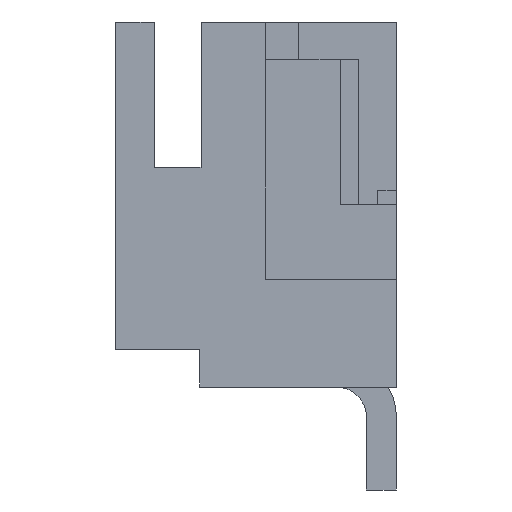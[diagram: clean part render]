
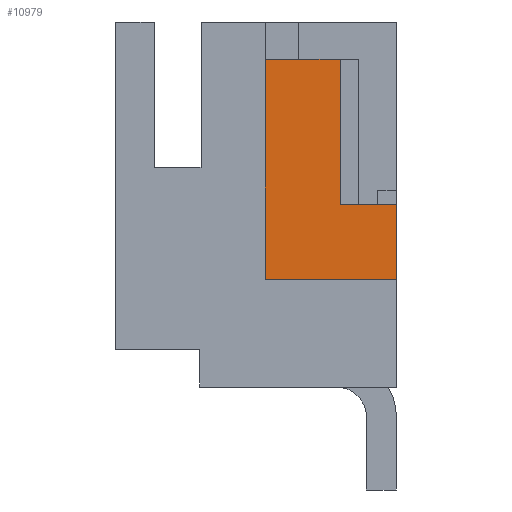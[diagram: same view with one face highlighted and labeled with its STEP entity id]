
A CAD part, left-side view. The second image highlights one B-rep face of the part: STEP entity #10979.
In plain terms, the highlighted planar face has unit normal (-1, 0, 0).
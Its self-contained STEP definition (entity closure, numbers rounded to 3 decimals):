
#2187 = PLANE('',#2188);
#2188 = AXIS2_PLACEMENT_3D('',#2189,#2190,#2191);
#2189 = CARTESIAN_POINT('',(-9.975,0.,5.));
#2190 = DIRECTION('',(0.,1.,0.));
#2191 = DIRECTION('',(0.,0.,-1.));
#5645 = PLANE('',#5646);
#5646 = AXIS2_PLACEMENT_3D('',#5647,#5648,#5649);
#5647 = CARTESIAN_POINT('',(-9.975,0.,-0.5));
#5648 = DIRECTION('',(0.,0.,1.));
#5649 = DIRECTION('',(1.,0.,0.));
#5673 = PLANE('',#5674);
#5674 = AXIS2_PLACEMENT_3D('',#5675,#5676,#5677);
#5675 = CARTESIAN_POINT('',(-9.975,2.8,-2.8));
#5676 = DIRECTION('',(0.,-1.,0.));
#5677 = DIRECTION('',(0.,0.,1.));
#7411 = VERTEX_POINT('',#7412);
#7412 = CARTESIAN_POINT('',(-9.975,0.,1.1));
#7426 = PLANE('',#7427);
#7427 = AXIS2_PLACEMENT_3D('',#7428,#7429,#7430);
#7428 = CARTESIAN_POINT('',(-9.4,1.2,1.1));
#7429 = DIRECTION('',(0.,0.,1.));
#7430 = DIRECTION('',(0.,1.,0.));
#7438 = EDGE_CURVE('',#7439,#7411,#7441,.T.);
#7439 = VERTEX_POINT('',#7440);
#7440 = CARTESIAN_POINT('',(-9.975,0.,-0.5));
#7441 = SURFACE_CURVE('',#7442,(#7446,#7453),.PCURVE_S1.);
#7442 = LINE('',#7443,#7444);
#7443 = CARTESIAN_POINT('',(-9.975,0.,5.));
#7444 = VECTOR('',#7445,1.);
#7445 = DIRECTION('',(0.,0.,1.));
#7446 = PCURVE('',#2187,#7447);
#7447 = DEFINITIONAL_REPRESENTATION('',(#7448),#7452);
#7448 = LINE('',#7449,#7450);
#7449 = CARTESIAN_POINT('',(0.,0.));
#7450 = VECTOR('',#7451,1.);
#7451 = DIRECTION('',(-1.,0.));
#7452 = ( GEOMETRIC_REPRESENTATION_CONTEXT(2) 
PARAMETRIC_REPRESENTATION_CONTEXT() REPRESENTATION_CONTEXT('2D SPACE',''
  ) );
#7453 = PCURVE('',#7454,#7459);
#7454 = PLANE('',#7455);
#7455 = AXIS2_PLACEMENT_3D('',#7456,#7457,#7458);
#7456 = CARTESIAN_POINT('',(-9.975,0.,5.));
#7457 = DIRECTION('',(-1.,0.,0.));
#7458 = DIRECTION('',(0.,-1.,0.));
#7459 = DEFINITIONAL_REPRESENTATION('',(#7460),#7464);
#7460 = LINE('',#7461,#7462);
#7461 = CARTESIAN_POINT('',(-0.,0.));
#7462 = VECTOR('',#7463,1.);
#7463 = DIRECTION('',(0.,1.));
#7464 = ( GEOMETRIC_REPRESENTATION_CONTEXT(2) 
PARAMETRIC_REPRESENTATION_CONTEXT() REPRESENTATION_CONTEXT('2D SPACE',''
  ) );
#10584 = EDGE_CURVE('',#7439,#10585,#10587,.T.);
#10585 = VERTEX_POINT('',#10586);
#10586 = CARTESIAN_POINT('',(-9.975,2.8,-0.5));
#10587 = SURFACE_CURVE('',#10588,(#10592,#10599),.PCURVE_S1.);
#10588 = LINE('',#10589,#10590);
#10589 = CARTESIAN_POINT('',(-9.975,0.,-0.5));
#10590 = VECTOR('',#10591,1.);
#10591 = DIRECTION('',(0.,1.,0.));
#10592 = PCURVE('',#5645,#10593);
#10593 = DEFINITIONAL_REPRESENTATION('',(#10594),#10598);
#10594 = LINE('',#10595,#10596);
#10595 = CARTESIAN_POINT('',(0.,0.));
#10596 = VECTOR('',#10597,1.);
#10597 = DIRECTION('',(0.,1.));
#10598 = ( GEOMETRIC_REPRESENTATION_CONTEXT(2) 
PARAMETRIC_REPRESENTATION_CONTEXT() REPRESENTATION_CONTEXT('2D SPACE',''
  ) );
#10599 = PCURVE('',#7454,#10600);
#10600 = DEFINITIONAL_REPRESENTATION('',(#10601),#10605);
#10601 = LINE('',#10602,#10603);
#10602 = CARTESIAN_POINT('',(0.,-5.5));
#10603 = VECTOR('',#10604,1.);
#10604 = DIRECTION('',(-1.,0.));
#10605 = ( GEOMETRIC_REPRESENTATION_CONTEXT(2) 
PARAMETRIC_REPRESENTATION_CONTEXT() REPRESENTATION_CONTEXT('2D SPACE',''
  ) );
#10682 = EDGE_CURVE('',#10585,#10683,#10685,.T.);
#10683 = VERTEX_POINT('',#10684);
#10684 = CARTESIAN_POINT('',(-9.975,2.8,4.2));
#10685 = SURFACE_CURVE('',#10686,(#10690,#10697),.PCURVE_S1.);
#10686 = LINE('',#10687,#10688);
#10687 = CARTESIAN_POINT('',(-9.975,2.8,-2.8));
#10688 = VECTOR('',#10689,1.);
#10689 = DIRECTION('',(0.,0.,1.));
#10690 = PCURVE('',#5673,#10691);
#10691 = DEFINITIONAL_REPRESENTATION('',(#10692),#10696);
#10692 = LINE('',#10693,#10694);
#10693 = CARTESIAN_POINT('',(0.,0.));
#10694 = VECTOR('',#10695,1.);
#10695 = DIRECTION('',(1.,0.));
#10696 = ( GEOMETRIC_REPRESENTATION_CONTEXT(2) 
PARAMETRIC_REPRESENTATION_CONTEXT() REPRESENTATION_CONTEXT('2D SPACE',''
  ) );
#10697 = PCURVE('',#7454,#10698);
#10698 = DEFINITIONAL_REPRESENTATION('',(#10699),#10703);
#10699 = LINE('',#10700,#10701);
#10700 = CARTESIAN_POINT('',(-2.8,-7.8));
#10701 = VECTOR('',#10702,1.);
#10702 = DIRECTION('',(0.,1.));
#10703 = ( GEOMETRIC_REPRESENTATION_CONTEXT(2) 
PARAMETRIC_REPRESENTATION_CONTEXT() REPRESENTATION_CONTEXT('2D SPACE',''
  ) );
#10721 = PLANE('',#10722);
#10722 = AXIS2_PLACEMENT_3D('',#10723,#10724,#10725);
#10723 = CARTESIAN_POINT('',(-9.975,0.,4.2));
#10724 = DIRECTION('',(0.,0.,-1.));
#10725 = DIRECTION('',(-1.,0.,0.));
#10979 = ADVANCED_FACE('',(#10980),#7454,.T.);
#10980 = FACE_BOUND('',#10981,.T.);
#10981 = EDGE_LOOP('',(#10982,#11012,#11033,#11034,#11035,#11036));
#10982 = ORIENTED_EDGE('',*,*,#10983,.T.);
#10983 = EDGE_CURVE('',#10984,#10986,#10988,.T.);
#10984 = VERTEX_POINT('',#10985);
#10985 = CARTESIAN_POINT('',(-9.975,1.2,1.1));
#10986 = VERTEX_POINT('',#10987);
#10987 = CARTESIAN_POINT('',(-9.975,1.2,4.2));
#10988 = SURFACE_CURVE('',#10989,(#10993,#11000),.PCURVE_S1.);
#10989 = LINE('',#10990,#10991);
#10990 = CARTESIAN_POINT('',(-9.975,1.2,1.1));
#10991 = VECTOR('',#10992,1.);
#10992 = DIRECTION('',(0.,0.,1.));
#10993 = PCURVE('',#7454,#10994);
#10994 = DEFINITIONAL_REPRESENTATION('',(#10995),#10999);
#10995 = LINE('',#10996,#10997);
#10996 = CARTESIAN_POINT('',(-1.2,-3.9));
#10997 = VECTOR('',#10998,1.);
#10998 = DIRECTION('',(0.,1.));
#10999 = ( GEOMETRIC_REPRESENTATION_CONTEXT(2) 
PARAMETRIC_REPRESENTATION_CONTEXT() REPRESENTATION_CONTEXT('2D SPACE',''
  ) );
#11000 = PCURVE('',#11001,#11006);
#11001 = PLANE('',#11002);
#11002 = AXIS2_PLACEMENT_3D('',#11003,#11004,#11005);
#11003 = CARTESIAN_POINT('',(-9.975,1.2,1.1));
#11004 = DIRECTION('',(0.,1.,0.));
#11005 = DIRECTION('',(0.,0.,-1.));
#11006 = DEFINITIONAL_REPRESENTATION('',(#11007),#11011);
#11007 = LINE('',#11008,#11009);
#11008 = CARTESIAN_POINT('',(0.,0.));
#11009 = VECTOR('',#11010,1.);
#11010 = DIRECTION('',(-1.,0.));
#11011 = ( GEOMETRIC_REPRESENTATION_CONTEXT(2) 
PARAMETRIC_REPRESENTATION_CONTEXT() REPRESENTATION_CONTEXT('2D SPACE',''
  ) );
#11012 = ORIENTED_EDGE('',*,*,#11013,.T.);
#11013 = EDGE_CURVE('',#10986,#10683,#11014,.T.);
#11014 = SURFACE_CURVE('',#11015,(#11019,#11026),.PCURVE_S1.);
#11015 = LINE('',#11016,#11017);
#11016 = CARTESIAN_POINT('',(-9.975,0.,4.2));
#11017 = VECTOR('',#11018,1.);
#11018 = DIRECTION('',(0.,1.,0.));
#11019 = PCURVE('',#7454,#11020);
#11020 = DEFINITIONAL_REPRESENTATION('',(#11021),#11025);
#11021 = LINE('',#11022,#11023);
#11022 = CARTESIAN_POINT('',(0.,-0.8));
#11023 = VECTOR('',#11024,1.);
#11024 = DIRECTION('',(-1.,0.));
#11025 = ( GEOMETRIC_REPRESENTATION_CONTEXT(2) 
PARAMETRIC_REPRESENTATION_CONTEXT() REPRESENTATION_CONTEXT('2D SPACE',''
  ) );
#11026 = PCURVE('',#10721,#11027);
#11027 = DEFINITIONAL_REPRESENTATION('',(#11028),#11032);
#11028 = LINE('',#11029,#11030);
#11029 = CARTESIAN_POINT('',(0.,0.));
#11030 = VECTOR('',#11031,1.);
#11031 = DIRECTION('',(0.,1.));
#11032 = ( GEOMETRIC_REPRESENTATION_CONTEXT(2) 
PARAMETRIC_REPRESENTATION_CONTEXT() REPRESENTATION_CONTEXT('2D SPACE',''
  ) );
#11033 = ORIENTED_EDGE('',*,*,#10682,.F.);
#11034 = ORIENTED_EDGE('',*,*,#10584,.F.);
#11035 = ORIENTED_EDGE('',*,*,#7438,.T.);
#11036 = ORIENTED_EDGE('',*,*,#11037,.F.);
#11037 = EDGE_CURVE('',#10984,#7411,#11038,.T.);
#11038 = SURFACE_CURVE('',#11039,(#11043,#11050),.PCURVE_S1.);
#11039 = LINE('',#11040,#11041);
#11040 = CARTESIAN_POINT('',(-9.975,0.,1.1));
#11041 = VECTOR('',#11042,1.);
#11042 = DIRECTION('',(0.,-1.,0.));
#11043 = PCURVE('',#7454,#11044);
#11044 = DEFINITIONAL_REPRESENTATION('',(#11045),#11049);
#11045 = LINE('',#11046,#11047);
#11046 = CARTESIAN_POINT('',(0.,-3.9));
#11047 = VECTOR('',#11048,1.);
#11048 = DIRECTION('',(1.,0.));
#11049 = ( GEOMETRIC_REPRESENTATION_CONTEXT(2) 
PARAMETRIC_REPRESENTATION_CONTEXT() REPRESENTATION_CONTEXT('2D SPACE',''
  ) );
#11050 = PCURVE('',#7426,#11051);
#11051 = DEFINITIONAL_REPRESENTATION('',(#11052),#11056);
#11052 = LINE('',#11053,#11054);
#11053 = CARTESIAN_POINT('',(-1.2,0.575));
#11054 = VECTOR('',#11055,1.);
#11055 = DIRECTION('',(-1.,0.));
#11056 = ( GEOMETRIC_REPRESENTATION_CONTEXT(2) 
PARAMETRIC_REPRESENTATION_CONTEXT() REPRESENTATION_CONTEXT('2D SPACE',''
  ) );
